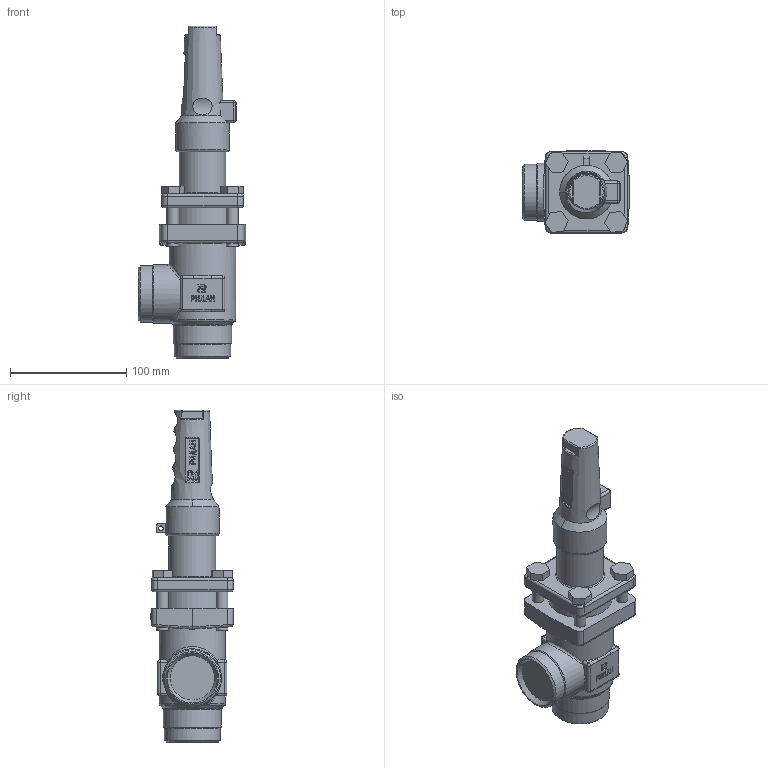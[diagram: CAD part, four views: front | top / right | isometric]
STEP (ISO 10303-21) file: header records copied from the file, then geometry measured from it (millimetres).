
FILE_DESCRIPTION(('TFLEX Exchange Step'),'2;1');
FILE_NAME('148B8040R.stp', '2024-04-25T13:28:47+03:00',('RUCO3378'),('Unknown organisation'),'TFLEX Exchange 2024.2','T-FLEX CAD','Unknown authorisation');
FILE_SCHEMA( ('AP203_CONFIGURATION_CONTROLLED_3D_DESIGN_OF_MECHANICAL_PARTS_AND_ASSEMBLIES_MIM_LF') );
Length unit declared in the file: millimetre
Products named in the file (1): Body_Ang_40
Bounding box: 92 x 70.5 x 285 mm (x, y, z)
Volume: 383860.3 mm3; surface area: 110883.9 mm2
Topology: 16 solids, 19 shells, 848 faces, 2229 edges, 1449 vertices
Faces by surface type: plane 391, bspline 305, cylinder 105, torus 22, cone 13, sphere 12
Full cylindrical faces by diameter (mm): 10 x8, 36 x1, 38.1 x2, 40 x1, 44 x1, 46 x1, 48.3 x2, 50 x2, 54 x1, 57 x1
Entity records: 33373 total; most frequent: CARTESIAN_POINT 14295, ORIENTED_EDGE 4431, DIRECTION 2988, EDGE_CURVE 2217, VERTEX_POINT 1450, VECTOR 1264, LINE 1264, EDGE_LOOP 934
